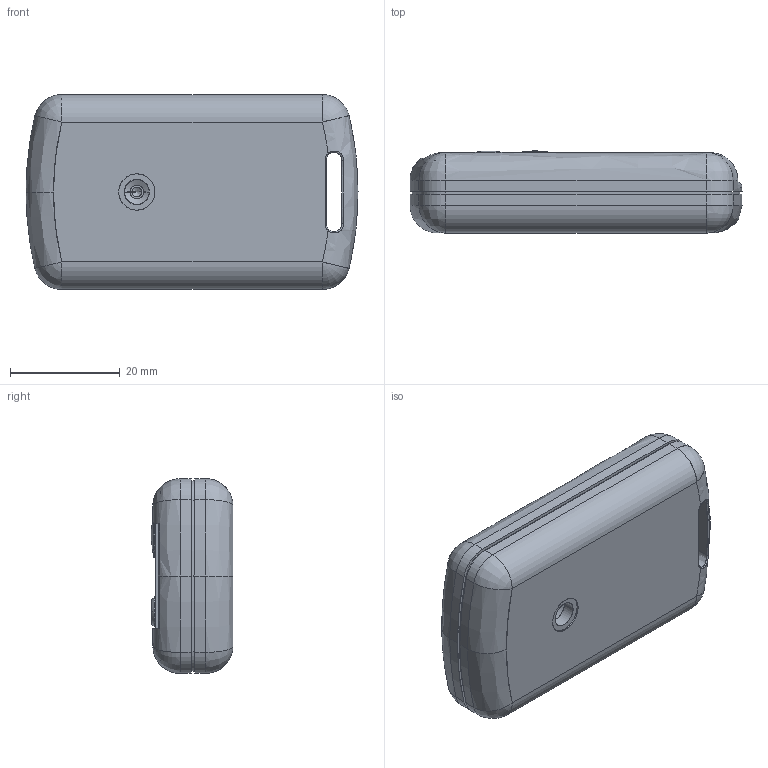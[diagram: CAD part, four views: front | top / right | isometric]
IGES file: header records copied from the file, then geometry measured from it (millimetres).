
Start section: SolidWorks IGES file using analytic representation for surfaces
Global section: file name: P 1.IGS; native system: SolidWorks 2009; preprocessor: SolidWorks 2009; author: user; date: 101014.131510; units: centimetre
Bounding box: 60.5 x 14.94 x 35.5 mm (x, y, z)
Surface area: 14264.9 mm2 (no closed solid volume)
Topology: 0 solids, 0 shells, 361 faces, 3880 edges, 3874 vertices
Faces by surface type: bspline 223, revolution 138
